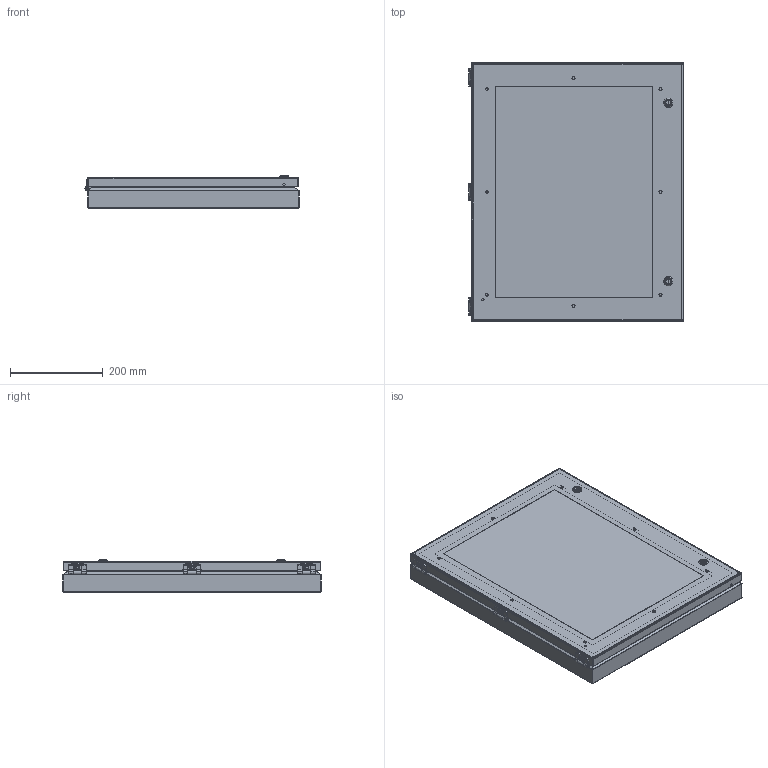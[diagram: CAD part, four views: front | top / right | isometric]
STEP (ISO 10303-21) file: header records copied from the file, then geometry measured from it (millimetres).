
FILE_DESCRIPTION (( 'STEP AP214' ), '1' );
FILE_NAME ('SCE-HWK2218.STEP', '2022-07-27T09:44:55', ( '' ), ( '' ), 'SwSTEP 2.0', 'SolidWorks 2021', '' );
FILE_SCHEMA (( 'AUTOMOTIVE_DESIGN' ));
Length unit declared in the file: inch
Products named in the file (1): SCE-HWK2218
Bounding box: 462.78 x 558.8 x 69.42 mm (x, y, z)
Volume: 1835855.1 mm3; surface area: 1378972.1 mm2
Topology: 59 solids, 59 shells, 2882 faces, 7063 edges, 4233 vertices
Faces by surface type: plane 1187, cylinder 787, bspline 642, torus 115, sphere 87, cone 64
Full cylindrical faces by diameter (mm): 3.505 x16, 3.81 x3, 3.962 x11, 4.013 x9, 4.166 x3, 4.318 x3, 4.42 x3, 4.775 x2, 4.826 x2, 4.981 x1, 5.08 x2, 5.385 x8, 5.41 x8, 5.537 x8, 6.058 x2, 6.463 x2, 6.604 x3, 6.655 x8, 6.756 x3, 6.824 x2, 7.167 x2, 7.874 x2, 8.28 x2, 8.89 x2, 10.922 x2, 11.684 x2, 12.065 x2, 12.17 x3, 16.002 x2, 20.018 x2
Entity records: 123760 total; most frequent: CARTESIAN_POINT 63744, ORIENTED_EDGE 13316, DIRECTION 10140, EDGE_CURVE 6658, VERTEX_POINT 4177, AXIS2_PLACEMENT_3D 3753, EDGE_LOOP 3289, FACE_OUTER_BOUND 3038
